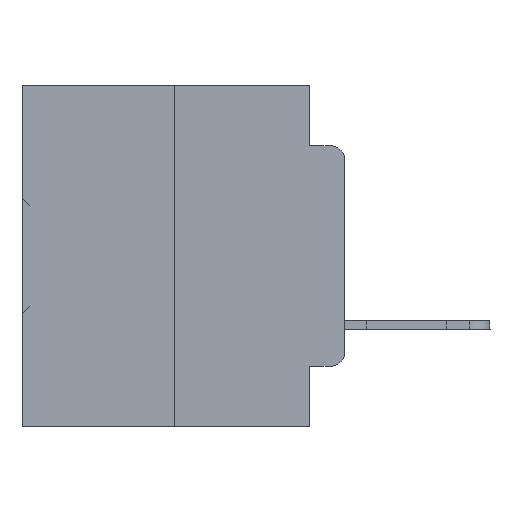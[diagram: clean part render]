
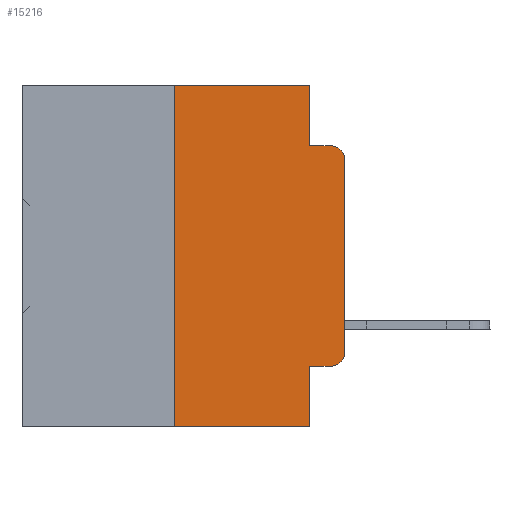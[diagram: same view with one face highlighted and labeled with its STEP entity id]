
A CAD part, left-side view. The second image highlights one B-rep face of the part: STEP entity #15216.
In plain terms, the highlighted planar face has unit normal (-1, 0, 0).
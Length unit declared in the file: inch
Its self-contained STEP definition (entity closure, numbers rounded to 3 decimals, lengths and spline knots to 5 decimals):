
#135 = DIRECTION ( 'NONE',  ( 0., -1., 0. ) ) ;
#283 = CARTESIAN_POINT ( 'NONE',  ( 0., 0.473, 0. ) ) ;
#388 = CARTESIAN_POINT ( 'NONE',  ( 0., 0.25, -0.5 ) ) ;
#453 = CARTESIAN_POINT ( 'NONE',  ( 0., 0., -0.3915 ) ) ;
#685 = EDGE_CURVE ( 'NONE', #28976, #15792, #24717, .T. ) ;
#1120 = VERTEX_POINT ( 'NONE', #37436 ) ;
#1255 = EDGE_CURVE ( 'NONE', #9743, #3067, #35462, .T. ) ;
#1661 = LINE ( 'NONE', #28187, #9812 ) ;
#1714 = EDGE_CURVE ( 'NONE', #15792, #9743, #11618, .T. ) ;
#2229 = ORIENTED_EDGE ( 'NONE', *, *, #21599, .F. ) ;
#3067 = VERTEX_POINT ( 'NONE', #4262 ) ;
#3538 = DIRECTION ( 'NONE',  ( 0., 0., 1. ) ) ;
#3725 = EDGE_LOOP ( 'NONE', ( #30792, #19724, #2229, #7742, #5583, #18572, #6772, #25757, #5264, #5775 ) ) ;
#4262 = CARTESIAN_POINT ( 'NONE',  ( 0., 0.051, -0.0885 ) ) ;
#5016 = CARTESIAN_POINT ( 'NONE',  ( 0., 0.051, 0. ) ) ;
#5264 = ORIENTED_EDGE ( 'NONE', *, *, #5579, .T. ) ;
#5579 = EDGE_CURVE ( 'NONE', #21800, #1120, #1661, .T. ) ;
#5583 = ORIENTED_EDGE ( 'NONE', *, *, #1714, .F. ) ;
#5775 = ORIENTED_EDGE ( 'NONE', *, *, #6447, .T. ) ;
#6447 = EDGE_CURVE ( 'NONE', #1120, #33555, #23451, .T. ) ;
#6772 = ORIENTED_EDGE ( 'NONE', *, *, #30928, .T. ) ;
#7182 = CARTESIAN_POINT ( 'NONE',  ( 0., 0.25, 0. ) ) ;
#7742 = ORIENTED_EDGE ( 'NONE', *, *, #1255, .F. ) ;
#7843 = VERTEX_POINT ( 'NONE', #9034 ) ;
#7903 = CARTESIAN_POINT ( 'NONE',  ( 0., 0.02, -0.3915 ) ) ;
#8600 = EDGE_CURVE ( 'NONE', #21800, #30074, #23680, .T. ) ;
#8665 = CARTESIAN_POINT ( 'NONE',  ( 0., 0.051, -0.0885 ) ) ;
#9034 = CARTESIAN_POINT ( 'NONE',  ( 0., 0., -0.1085 ) ) ;
#9528 = DIRECTION ( 'NONE',  ( 0., 0., -1. ) ) ;
#9743 = VERTEX_POINT ( 'NONE', #5016 ) ;
#9812 = VECTOR ( 'NONE', #30879, 39.37008 ) ;
#10007 = DIRECTION ( 'NONE',  ( 0., 0., 1. ) ) ;
#10825 = DIRECTION ( 'NONE',  ( -1., 0., 0. ) ) ;
#10830 = VECTOR ( 'NONE', #35277, 39.37008 ) ;
#11237 = CARTESIAN_POINT ( 'NONE',  ( 0., 0.051, -0.5 ) ) ;
#11618 = LINE ( 'NONE', #20500, #30183 ) ;
#12279 = LINE ( 'NONE', #35666, #20304 ) ;
#12910 = AXIS2_PLACEMENT_3D ( 'NONE', #7903, #10825, #31323 ) ;
#13753 = EDGE_CURVE ( 'NONE', #7843, #17876, #32959, .T. ) ;
#15216 = ADVANCED_FACE ( 'NONE', ( #35684 ), #15396, .F. ) ;
#15396 = PLANE ( 'NONE',  #30609 ) ;
#15792 = VERTEX_POINT ( 'NONE', #7182 ) ;
#15829 = CARTESIAN_POINT ( 'NONE',  ( 0., 0.25, 0. ) ) ;
#17876 = VERTEX_POINT ( 'NONE', #37666 ) ;
#18145 = LINE ( 'NONE', #8665, #29795 ) ;
#18446 = VECTOR ( 'NONE', #29642, 39.37008 ) ;
#18572 = ORIENTED_EDGE ( 'NONE', *, *, #685, .F. ) ;
#19724 = ORIENTED_EDGE ( 'NONE', *, *, #13753, .T. ) ;
#20304 = VECTOR ( 'NONE', #3538, 39.37008 ) ;
#20500 = CARTESIAN_POINT ( 'NONE',  ( 0., 0.473, 0. ) ) ;
#21599 = EDGE_CURVE ( 'NONE', #3067, #17876, #18145, .T. ) ;
#21800 = VERTEX_POINT ( 'NONE', #37711 ) ;
#23451 = CIRCLE ( 'NONE', #12910, 0.02 ) ;
#23648 = CARTESIAN_POINT ( 'NONE',  ( 0., 0.473, -0.5 ) ) ;
#23680 = LINE ( 'NONE', #26782, #10830 ) ;
#23914 = DIRECTION ( 'NONE',  ( 0., 0., -1. ) ) ;
#24704 = DIRECTION ( 'NONE',  ( -1., 0., 0. ) ) ;
#24717 = LINE ( 'NONE', #15829, #25182 ) ;
#25182 = VECTOR ( 'NONE', #10007, 39.37008 ) ;
#25757 = ORIENTED_EDGE ( 'NONE', *, *, #8600, .F. ) ;
#26464 = VECTOR ( 'NONE', #9528, 39.37008 ) ;
#26782 = CARTESIAN_POINT ( 'NONE',  ( 0., 0.051, 0. ) ) ;
#26982 = CARTESIAN_POINT ( 'NONE',  ( 0., 0.051, 0. ) ) ;
#28187 = CARTESIAN_POINT ( 'NONE',  ( 0., 0.051, -0.4115 ) ) ;
#28962 = DIRECTION ( 'NONE',  ( 0., 0., -1. ) ) ;
#28976 = VERTEX_POINT ( 'NONE', #388 ) ;
#29642 = DIRECTION ( 'NONE',  ( 0., -1., 0. ) ) ;
#29795 = VECTOR ( 'NONE', #135, 39.37008 ) ;
#30074 = VERTEX_POINT ( 'NONE', #11237 ) ;
#30098 = DIRECTION ( 'NONE',  ( 1., 0., 0. ) ) ;
#30183 = VECTOR ( 'NONE', #32298, 39.37008 ) ;
#30498 = AXIS2_PLACEMENT_3D ( 'NONE', #33411, #24704, #28962 ) ;
#30609 = AXIS2_PLACEMENT_3D ( 'NONE', #283, #30098, #23914 ) ;
#30792 = ORIENTED_EDGE ( 'NONE', *, *, #33549, .T. ) ;
#30879 = DIRECTION ( 'NONE',  ( 0., -1., 0. ) ) ;
#30928 = EDGE_CURVE ( 'NONE', #28976, #30074, #32336, .T. ) ;
#31323 = DIRECTION ( 'NONE',  ( 0., 0., -1. ) ) ;
#32298 = DIRECTION ( 'NONE',  ( 0., -1., 0. ) ) ;
#32336 = LINE ( 'NONE', #23648, #18446 ) ;
#32959 = CIRCLE ( 'NONE', #30498, 0.02 ) ;
#33411 = CARTESIAN_POINT ( 'NONE',  ( 0., 0.02, -0.1085 ) ) ;
#33549 = EDGE_CURVE ( 'NONE', #33555, #7843, #12279, .T. ) ;
#33555 = VERTEX_POINT ( 'NONE', #453 ) ;
#35277 = DIRECTION ( 'NONE',  ( 0., 0., -1. ) ) ;
#35462 = LINE ( 'NONE', #26982, #26464 ) ;
#35666 = CARTESIAN_POINT ( 'NONE',  ( 0., 0., 0. ) ) ;
#35684 = FACE_OUTER_BOUND ( 'NONE', #3725, .T. ) ;
#37436 = CARTESIAN_POINT ( 'NONE',  ( 0., 0.02, -0.4115 ) ) ;
#37666 = CARTESIAN_POINT ( 'NONE',  ( 0., 0.02, -0.0885 ) ) ;
#37711 = CARTESIAN_POINT ( 'NONE',  ( 0., 0.051, -0.4115 ) ) ;
